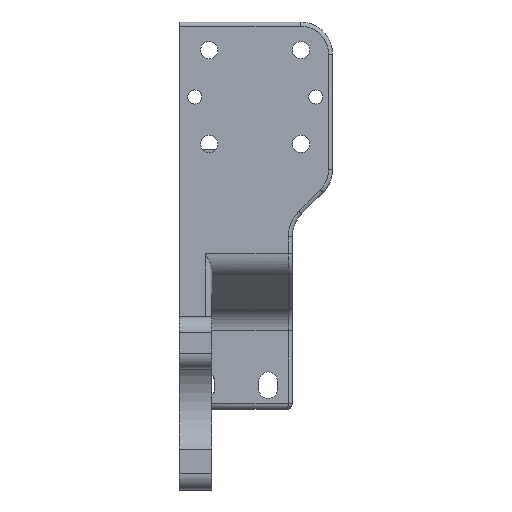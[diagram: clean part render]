
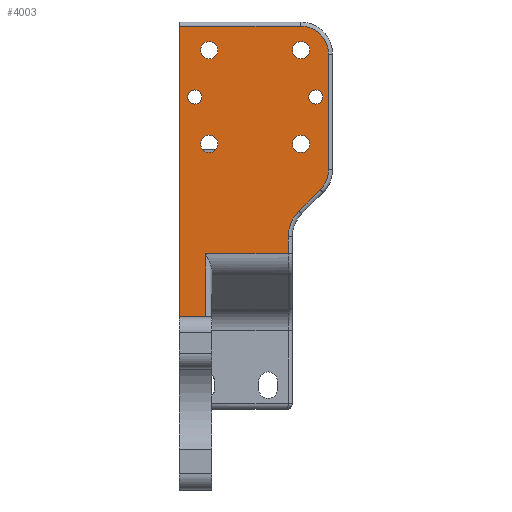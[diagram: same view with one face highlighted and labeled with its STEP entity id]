
A CAD part, left-side view. The second image highlights one B-rep face of the part: STEP entity #4003.
In plain terms, the highlighted planar face has unit normal (-1, 0, 0).
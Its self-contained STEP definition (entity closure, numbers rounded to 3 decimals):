
#38=FACE_BOUND('',#701,.T.);
#39=FACE_BOUND('',#702,.T.);
#40=FACE_BOUND('',#703,.T.);
#41=FACE_BOUND('',#704,.T.);
#42=FACE_BOUND('',#705,.T.);
#43=FACE_BOUND('',#706,.T.);
#104=PLANE('',#4276);
#255=CIRCLE('',#4277,9.);
#256=CIRCLE('',#4278,7.);
#257=CIRCLE('',#4279,7.);
#258=CIRCLE('',#4280,2.15);
#259=CIRCLE('',#4281,1.75);
#260=CIRCLE('',#4282,1.75);
#261=CIRCLE('',#4283,2.15);
#262=CIRCLE('',#4284,2.15);
#263=CIRCLE('',#4285,2.15);
#458=FACE_OUTER_BOUND('',#700,.T.);
#700=EDGE_LOOP('',(#3032,#3033,#3034,#3035,#3036,#3037,#3038,#3039,#3040,
#3041,#3042));
#701=EDGE_LOOP('',(#3043));
#702=EDGE_LOOP('',(#3044));
#703=EDGE_LOOP('',(#3045));
#704=EDGE_LOOP('',(#3046));
#705=EDGE_LOOP('',(#3047));
#706=EDGE_LOOP('',(#3048));
#1093=LINE('',#6877,#1464);
#1095=LINE('',#6883,#1466);
#1096=LINE('',#6885,#1467);
#1097=LINE('',#6889,#1468);
#1098=LINE('',#6893,#1469);
#1099=LINE('',#6897,#1470);
#1100=LINE('',#6899,#1471);
#1101=LINE('',#6900,#1472);
#1464=VECTOR('',#4895,15.631);
#1466=VECTOR('',#4901,20.5);
#1467=VECTOR('',#4902,4.215);
#1468=VECTOR('',#4905,7.515);
#1469=VECTOR('',#4908,28.686);
#1470=VECTOR('',#4911,30.);
#1471=VECTOR('',#4912,72.16);
#1472=VECTOR('',#4913,6.5);
#1874=VERTEX_POINT('',#6869);
#1875=VERTEX_POINT('',#6876);
#1877=VERTEX_POINT('',#6882);
#1878=VERTEX_POINT('',#6884);
#1879=VERTEX_POINT('',#6886);
#1880=VERTEX_POINT('',#6888);
#1881=VERTEX_POINT('',#6890);
#1882=VERTEX_POINT('',#6892);
#1883=VERTEX_POINT('',#6894);
#1884=VERTEX_POINT('',#6896);
#1885=VERTEX_POINT('',#6898);
#1886=VERTEX_POINT('',#6901);
#1887=VERTEX_POINT('',#6903);
#1888=VERTEX_POINT('',#6905);
#1889=VERTEX_POINT('',#6907);
#1890=VERTEX_POINT('',#6909);
#1891=VERTEX_POINT('',#6911);
#2318=EDGE_CURVE('',#1874,#1875,#1093,.T.);
#2321=EDGE_CURVE('',#1874,#1877,#1095,.T.);
#2322=EDGE_CURVE('',#1878,#1877,#1096,.T.);
#2323=EDGE_CURVE('',#1879,#1878,#255,.T.);
#2324=EDGE_CURVE('',#1880,#1879,#1097,.T.);
#2325=EDGE_CURVE('',#1881,#1880,#256,.T.);
#2326=EDGE_CURVE('',#1882,#1881,#1098,.T.);
#2327=EDGE_CURVE('',#1883,#1882,#257,.T.);
#2328=EDGE_CURVE('',#1884,#1883,#1099,.T.);
#2329=EDGE_CURVE('',#1885,#1884,#1100,.T.);
#2330=EDGE_CURVE('',#1885,#1875,#1101,.T.);
#2331=EDGE_CURVE('',#1886,#1886,#258,.T.);
#2332=EDGE_CURVE('',#1887,#1887,#259,.T.);
#2333=EDGE_CURVE('',#1888,#1888,#260,.T.);
#2334=EDGE_CURVE('',#1889,#1889,#261,.T.);
#2335=EDGE_CURVE('',#1890,#1890,#262,.T.);
#2336=EDGE_CURVE('',#1891,#1891,#263,.T.);
#3032=ORIENTED_EDGE('',*,*,#2318,.F.);
#3033=ORIENTED_EDGE('',*,*,#2321,.T.);
#3034=ORIENTED_EDGE('',*,*,#2322,.F.);
#3035=ORIENTED_EDGE('',*,*,#2323,.F.);
#3036=ORIENTED_EDGE('',*,*,#2324,.F.);
#3037=ORIENTED_EDGE('',*,*,#2325,.F.);
#3038=ORIENTED_EDGE('',*,*,#2326,.F.);
#3039=ORIENTED_EDGE('',*,*,#2327,.F.);
#3040=ORIENTED_EDGE('',*,*,#2328,.F.);
#3041=ORIENTED_EDGE('',*,*,#2329,.F.);
#3042=ORIENTED_EDGE('',*,*,#2330,.T.);
#3043=ORIENTED_EDGE('',*,*,#2331,.T.);
#3044=ORIENTED_EDGE('',*,*,#2332,.T.);
#3045=ORIENTED_EDGE('',*,*,#2333,.T.);
#3046=ORIENTED_EDGE('',*,*,#2334,.T.);
#3047=ORIENTED_EDGE('',*,*,#2335,.T.);
#3048=ORIENTED_EDGE('',*,*,#2336,.T.);
#4003=ADVANCED_FACE('',(#458,#38,#39,#40,#41,#42,#43),#104,.T.);
#4276=AXIS2_PLACEMENT_3D('',#6881,#4899,#4900);
#4277=AXIS2_PLACEMENT_3D('',#6887,#4903,#4904);
#4278=AXIS2_PLACEMENT_3D('',#6891,#4906,#4907);
#4279=AXIS2_PLACEMENT_3D('',#6895,#4909,#4910);
#4280=AXIS2_PLACEMENT_3D('',#6902,#4914,#4915);
#4281=AXIS2_PLACEMENT_3D('',#6904,#4916,#4917);
#4282=AXIS2_PLACEMENT_3D('',#6906,#4918,#4919);
#4283=AXIS2_PLACEMENT_3D('',#6908,#4920,#4921);
#4284=AXIS2_PLACEMENT_3D('',#6910,#4922,#4923);
#4285=AXIS2_PLACEMENT_3D('',#6912,#4924,#4925);
#4895=DIRECTION('',(0.,0.,-1.));
#4899=DIRECTION('center_axis',(-1.,0.,0.));
#4900=DIRECTION('ref_axis',(0.,0.,-1.));
#4901=DIRECTION('',(0.,-1.,0.));
#4902=DIRECTION('',(0.,0.,-1.));
#4903=DIRECTION('center_axis',(-1.,0.,0.));
#4904=DIRECTION('ref_axis',(0.,0.924,0.383));
#4905=DIRECTION('',(0.,0.707,-0.707));
#4906=DIRECTION('center_axis',(1.,0.,0.));
#4907=DIRECTION('ref_axis',(0.,-0.924,-0.383));
#4908=DIRECTION('',(0.,0.,-1.));
#4909=DIRECTION('center_axis',(1.,0.,0.));
#4910=DIRECTION('ref_axis',(0.,-0.707,0.707));
#4911=DIRECTION('',(0.,-1.,0.));
#4912=DIRECTION('',(0.,0.,1.));
#4913=DIRECTION('',(0.,-1.,0.));
#4914=DIRECTION('center_axis',(1.,0.,0.));
#4915=DIRECTION('ref_axis',(0.,0.,-1.));
#4916=DIRECTION('center_axis',(1.,0.,0.));
#4917=DIRECTION('ref_axis',(0.,0.,-1.));
#4918=DIRECTION('center_axis',(1.,0.,0.));
#4919=DIRECTION('ref_axis',(0.,0.,-1.));
#4920=DIRECTION('center_axis',(1.,0.,0.));
#4921=DIRECTION('ref_axis',(0.,0.,-1.));
#4922=DIRECTION('center_axis',(1.,0.,0.));
#4923=DIRECTION('ref_axis',(0.,0.,-1.));
#4924=DIRECTION('center_axis',(1.,0.,0.));
#4925=DIRECTION('ref_axis',(0.,0.,-1.));
#6869=CARTESIAN_POINT('',(-34.2,-6.5,17.631));
#6876=CARTESIAN_POINT('',(-34.2,-6.5,2.));
#6877=CARTESIAN_POINT('',(-34.2,-6.5,44.401));
#6881=CARTESIAN_POINT('Origin',(-34.2,0.,75.16));
#6882=CARTESIAN_POINT('',(-34.2,-27.,17.631));
#6883=CARTESIAN_POINT('',(-34.2,-4.,17.631));
#6884=CARTESIAN_POINT('',(-34.2,-27.,21.846));
#6885=CARTESIAN_POINT('',(-34.2,-27.,50.854));
#6886=CARTESIAN_POINT('',(-34.2,-29.636,28.21));
#6887=CARTESIAN_POINT('Origin',(-34.2,-36.,21.846));
#6888=CARTESIAN_POINT('',(-34.2,-34.95,33.524));
#6889=CARTESIAN_POINT('',(-34.2,-35.293,33.867));
#6890=CARTESIAN_POINT('',(-34.2,-37.,38.474));
#6891=CARTESIAN_POINT('Origin',(-34.2,-30.,38.474));
#6892=CARTESIAN_POINT('',(-34.2,-37.,67.16));
#6893=CARTESIAN_POINT('',(-34.2,-37.,62.66));
#6894=CARTESIAN_POINT('',(-34.2,-30.,74.16));
#6895=CARTESIAN_POINT('Origin',(-34.2,-30.,67.16));
#6896=CARTESIAN_POINT('',(-34.2,0.,74.16));
#6897=CARTESIAN_POINT('',(-34.2,0.,74.16));
#6898=CARTESIAN_POINT('',(-34.2,0.,2.));
#6899=CARTESIAN_POINT('',(-34.2,0.,2.));
#6900=CARTESIAN_POINT('',(-34.2,0.,2.));
#6901=CARTESIAN_POINT('',(-34.2,-7.4,47.06));
#6902=CARTESIAN_POINT('Origin',(-34.2,-7.4,44.91));
#6903=CARTESIAN_POINT('',(-34.2,-3.8,58.285));
#6904=CARTESIAN_POINT('Origin',(-34.2,-3.8,56.535));
#6905=CARTESIAN_POINT('',(-34.2,-33.8,58.285));
#6906=CARTESIAN_POINT('Origin',(-34.2,-33.8,56.535));
#6907=CARTESIAN_POINT('',(-34.2,-30.2,47.06));
#6908=CARTESIAN_POINT('Origin',(-34.2,-30.2,44.91));
#6909=CARTESIAN_POINT('',(-34.2,-30.2,70.31));
#6910=CARTESIAN_POINT('Origin',(-34.2,-30.2,68.16));
#6911=CARTESIAN_POINT('',(-34.2,-7.4,70.31));
#6912=CARTESIAN_POINT('Origin',(-34.2,-7.4,68.16));
